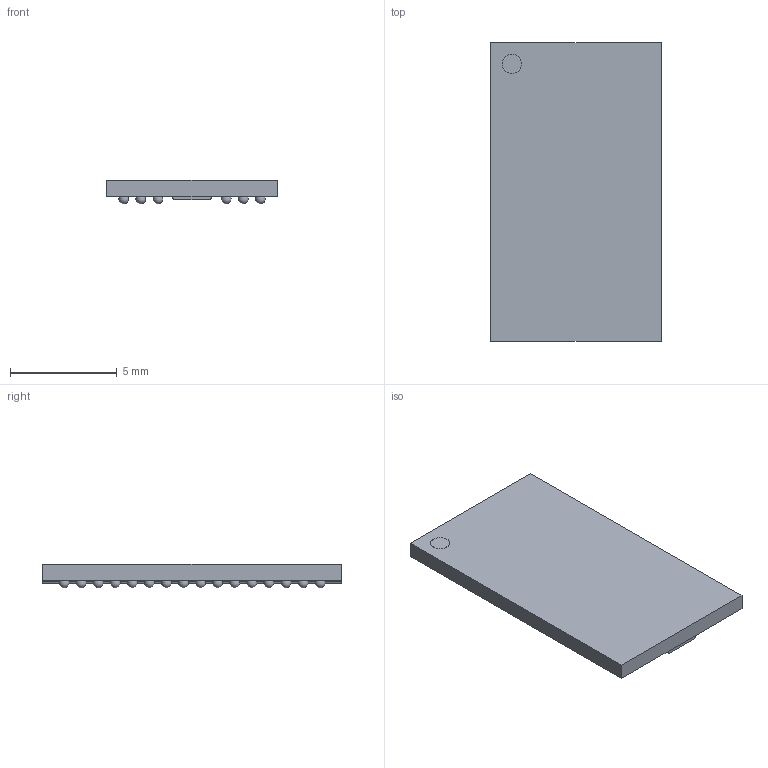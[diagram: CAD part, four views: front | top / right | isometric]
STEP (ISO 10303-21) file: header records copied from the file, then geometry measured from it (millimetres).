
FILE_DESCRIPTION(('FreeCAD Model'),'2;1');
FILE_NAME('FBGA-96_8.0x14.0mm_Layout2x3x16_P0.8mm.step','2020-06-28T14:48:46',('Author'),(''), 'Open CASCADE STEP processor 7.3','FreeCAD','Unknown');
FILE_SCHEMA(('AUTOMOTIVE_DESIGN { 1 0 10303 214 1 1 1 1 }'));
Length unit declared in the file: millimetre
Products named in the file (3): Package; Pins; Pin1Marker
Bounding box: 8 x 14 x 1.11 mm (x, y, z)
Volume: 93.9 mm3; surface area: 326.2 mm2
Topology: 98 solids, 98 shells, 113 faces, 323 edges, 214 vertices
Faces by surface type: sphere 96, plane 14, cylinder 3
Full cylindrical faces by diameter (mm): 0.9 x1
Entity records: 2779 total; most frequent: CARTESIAN_POINT 349, DIRECTION 337, AXIS2_PLACEMENT_3D 120, VERTEX_POINT 118, ADVANCED_FACE 113, FACE_BOUND 113, MANIFOLD_SOLID_BREP 98, CLOSED_SHELL 98
